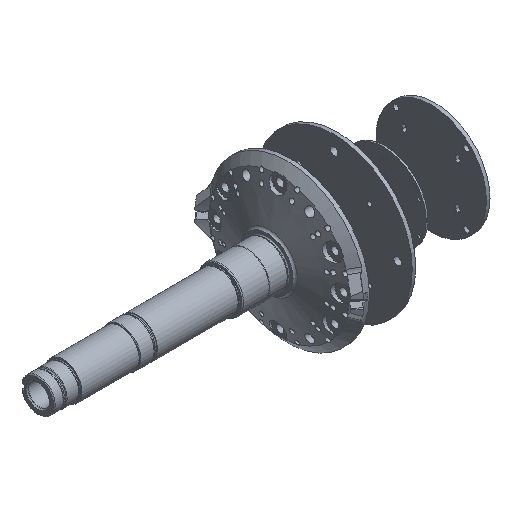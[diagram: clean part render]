
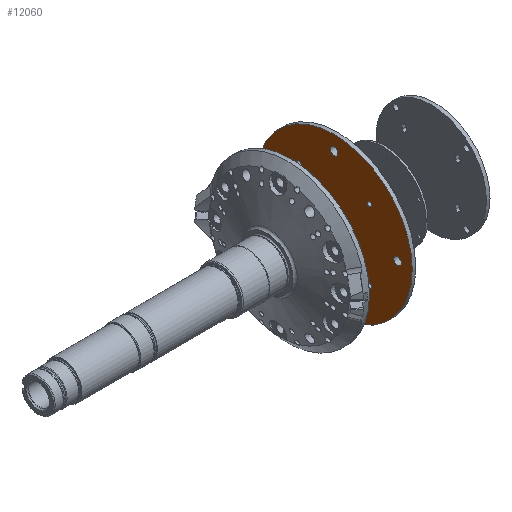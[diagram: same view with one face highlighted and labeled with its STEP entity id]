
A CAD part, isometric view. The second image highlights one B-rep face of the part: STEP entity #12060.
In plain terms, the highlighted face is planar.
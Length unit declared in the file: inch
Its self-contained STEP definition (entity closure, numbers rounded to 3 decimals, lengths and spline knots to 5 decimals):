
#545=PLANE('',#13662);
#986=FACE_BOUND('',#3021,.T.);
#987=FACE_BOUND('',#3022,.T.);
#988=FACE_BOUND('',#3023,.T.);
#989=FACE_BOUND('',#3024,.T.);
#990=FACE_BOUND('',#3025,.T.);
#991=FACE_BOUND('',#3026,.T.);
#992=FACE_BOUND('',#3027,.T.);
#993=FACE_BOUND('',#3028,.T.);
#994=FACE_BOUND('',#3029,.T.);
#2106=FACE_OUTER_BOUND('',#3020,.T.);
#3020=EDGE_LOOP('',(#11147));
#3021=EDGE_LOOP('',(#11148));
#3022=EDGE_LOOP('',(#11149));
#3023=EDGE_LOOP('',(#11150));
#3024=EDGE_LOOP('',(#11151));
#3025=EDGE_LOOP('',(#11152));
#3026=EDGE_LOOP('',(#11153));
#3027=EDGE_LOOP('',(#11154));
#3028=EDGE_LOOP('',(#11155));
#3029=EDGE_LOOP('',(#11156));
#5059=CIRCLE('',#13642,0.625);
#5060=CIRCLE('',#13644,0.07812);
#5061=CIRCLE('',#13646,0.07812);
#5062=CIRCLE('',#13648,0.07812);
#5063=CIRCLE('',#13650,0.07812);
#5064=CIRCLE('',#13652,0.1325);
#5065=CIRCLE('',#13654,0.1325);
#5066=CIRCLE('',#13656,0.1325);
#5067=CIRCLE('',#13658,0.1325);
#5068=CIRCLE('',#13660,2.7401);
#6191=VERTEX_POINT('',#23895);
#6192=VERTEX_POINT('',#23899);
#6193=VERTEX_POINT('',#23903);
#6194=VERTEX_POINT('',#23907);
#6195=VERTEX_POINT('',#23911);
#6196=VERTEX_POINT('',#23915);
#6197=VERTEX_POINT('',#23919);
#6198=VERTEX_POINT('',#23923);
#6199=VERTEX_POINT('',#23927);
#6200=VERTEX_POINT('',#23931);
#7849=EDGE_CURVE('',#6191,#6191,#5059,.T.);
#7851=EDGE_CURVE('',#6192,#6192,#5060,.T.);
#7853=EDGE_CURVE('',#6193,#6193,#5061,.T.);
#7855=EDGE_CURVE('',#6194,#6194,#5062,.T.);
#7857=EDGE_CURVE('',#6195,#6195,#5063,.T.);
#7859=EDGE_CURVE('',#6196,#6196,#5064,.T.);
#7861=EDGE_CURVE('',#6197,#6197,#5065,.T.);
#7863=EDGE_CURVE('',#6198,#6198,#5066,.T.);
#7865=EDGE_CURVE('',#6199,#6199,#5067,.T.);
#7867=EDGE_CURVE('',#6200,#6200,#5068,.T.);
#11147=ORIENTED_EDGE('',*,*,#7867,.F.);
#11148=ORIENTED_EDGE('',*,*,#7857,.F.);
#11149=ORIENTED_EDGE('',*,*,#7855,.F.);
#11150=ORIENTED_EDGE('',*,*,#7851,.F.);
#11151=ORIENTED_EDGE('',*,*,#7853,.F.);
#11152=ORIENTED_EDGE('',*,*,#7863,.F.);
#11153=ORIENTED_EDGE('',*,*,#7865,.F.);
#11154=ORIENTED_EDGE('',*,*,#7861,.F.);
#11155=ORIENTED_EDGE('',*,*,#7859,.F.);
#11156=ORIENTED_EDGE('',*,*,#7849,.F.);
#12060=ADVANCED_FACE('',(#2106,#986,#987,#988,#989,#990,#991,#992,#993,
#994),#545,.F.);
#13642=AXIS2_PLACEMENT_3D('',#23897,#16967,#16968);
#13644=AXIS2_PLACEMENT_3D('',#23901,#16972,#16973);
#13646=AXIS2_PLACEMENT_3D('',#23905,#16977,#16978);
#13648=AXIS2_PLACEMENT_3D('',#23909,#16982,#16983);
#13650=AXIS2_PLACEMENT_3D('',#23913,#16987,#16988);
#13652=AXIS2_PLACEMENT_3D('',#23917,#16992,#16993);
#13654=AXIS2_PLACEMENT_3D('',#23921,#16997,#16998);
#13656=AXIS2_PLACEMENT_3D('',#23925,#17002,#17003);
#13658=AXIS2_PLACEMENT_3D('',#23929,#17007,#17008);
#13660=AXIS2_PLACEMENT_3D('',#23933,#17012,#17013);
#13662=AXIS2_PLACEMENT_3D('',#23935,#17016,#17017);
#16967=DIRECTION('center_axis',(1.,0.,0.));
#16968=DIRECTION('ref_axis',(0.,0.,1.));
#16972=DIRECTION('center_axis',(1.,0.,0.));
#16973=DIRECTION('ref_axis',(0.,0.,1.));
#16977=DIRECTION('center_axis',(1.,0.,0.));
#16978=DIRECTION('ref_axis',(0.,0.,1.));
#16982=DIRECTION('center_axis',(1.,0.,0.));
#16983=DIRECTION('ref_axis',(0.,0.,1.));
#16987=DIRECTION('center_axis',(1.,0.,0.));
#16988=DIRECTION('ref_axis',(0.,0.,1.));
#16992=DIRECTION('center_axis',(1.,0.,0.));
#16993=DIRECTION('ref_axis',(0.,0.,
1.));
#16997=DIRECTION('center_axis',(1.,0.,0.));
#16998=DIRECTION('ref_axis',(0.,0.,
1.));
#17002=DIRECTION('center_axis',(1.,0.,0.));
#17003=DIRECTION('ref_axis',(0.,0.,
1.));
#17007=DIRECTION('center_axis',(1.,0.,0.));
#17008=DIRECTION('ref_axis',(0.,0.,
1.));
#17012=DIRECTION('center_axis',(-1.,0.,0.));
#17013=DIRECTION('ref_axis',(0.,0.,
1.));
#17016=DIRECTION('center_axis',(-1.,0.,0.));
#17017=DIRECTION('ref_axis',(0.,0.,
1.));
#23895=CARTESIAN_POINT('',(-1.2988,0.,-0.625));
#23897=CARTESIAN_POINT('Origin',(-1.2988,0.,0.));
#23899=CARTESIAN_POINT('',(-1.2988,-1.23744,1.15931));
#23901=CARTESIAN_POINT('Origin',(-1.2988,-1.23744,1.23744));
#23903=CARTESIAN_POINT('',(-1.2988,1.23744,1.15931));
#23905=CARTESIAN_POINT('Origin',(-1.2988,1.23744,1.23744));
#23907=CARTESIAN_POINT('',(-1.2988,1.23744,-1.31556));
#23909=CARTESIAN_POINT('Origin',(-1.2988,1.23744,-1.23744));
#23911=CARTESIAN_POINT('',(-1.2988,-1.23744,-1.31556));
#23913=CARTESIAN_POINT('Origin',(-1.2988,-1.23744,-1.23744));
#23915=CARTESIAN_POINT('',(-1.2988,0.,2.0925));
#23917=CARTESIAN_POINT('Origin',(-1.2988,0.,2.225));
#23919=CARTESIAN_POINT('',(-1.2988,-2.225,-0.1325));
#23921=CARTESIAN_POINT('Origin',(-1.2988,-2.225,0.));
#23923=CARTESIAN_POINT('',(-1.2988,0.,-2.3575));
#23925=CARTESIAN_POINT('Origin',(-1.2988,0.,-2.225));
#23927=CARTESIAN_POINT('',(-1.2988,2.225,-0.1325));
#23929=CARTESIAN_POINT('Origin',(-1.2988,2.225,0.));
#23931=CARTESIAN_POINT('',(-1.2988,0.,-2.7401));
#23933=CARTESIAN_POINT('Origin',(-1.2988,0.,0.));
#23935=CARTESIAN_POINT('Origin',(-1.2988,0.,0.));
